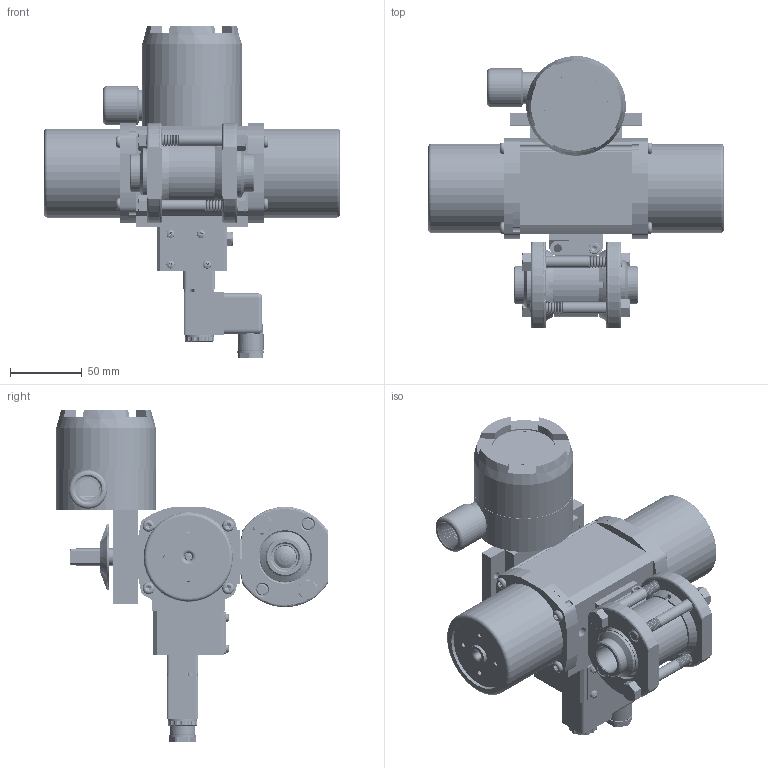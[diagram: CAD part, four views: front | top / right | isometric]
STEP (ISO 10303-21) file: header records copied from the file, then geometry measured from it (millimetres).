
FILE_DESCRIPTION (( 'STEP AP203' ), '1' );
FILE_NAME ('26XXTSWSA512SR3GPDSLS.step', '2018-06-12T18:05:32', ( '' ), ( '' ), 'SwSTEP 2.0', 'SolidWorks 2017', '' );
FILE_SCHEMA (( 'CONFIG_CONTROL_DESIGN' ));
Products named in the file (1): 26XXTSWSA512SR3GPDSLS
Bounding box: 206.12 x 189.17 x 231.11 mm (x, y, z)
Volume: 904356.9 mm3; surface area: 376467.3 mm2
Topology: 68 solids, 68 shells, 6382 faces, 16739 edges, 10523 vertices
Faces by surface type: cylinder 3072, cone 2032, plane 899, torus 230, bspline 135, sphere 14
Entity records: 240392 total; most frequent: CARTESIAN_POINT 86621, ORIENTED_EDGE 33174, DIRECTION 33054, EDGE_CURVE 16587, AXIS2_PLACEMENT_3D 13440, VERTEX_POINT 10519, CIRCLE 7192, EDGE_LOOP 6830
